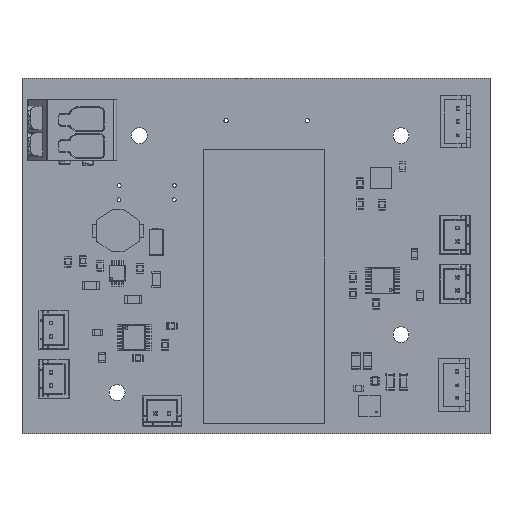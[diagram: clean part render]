
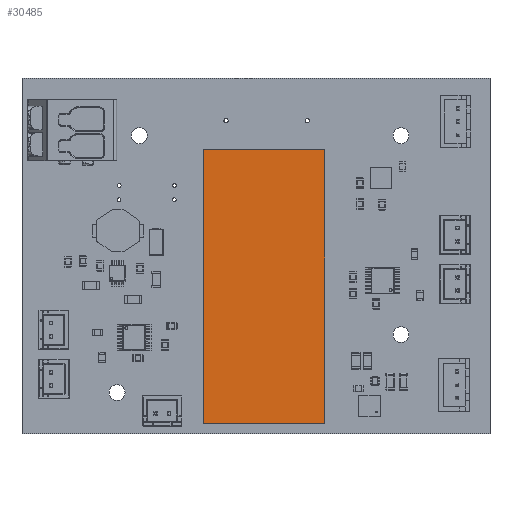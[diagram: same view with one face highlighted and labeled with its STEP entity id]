
A CAD part, top view. The second image highlights one B-rep face of the part: STEP entity #30485.
In plain terms, the highlighted planar face has unit normal (0, 0, 1).
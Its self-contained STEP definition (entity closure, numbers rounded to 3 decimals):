
#30356 = VERTEX_POINT('',#30357);
#30357 = CARTESIAN_POINT('',(-6.75,21.56,8.));
#30363 = EDGE_CURVE('',#30356,#30364,#30366,.T.);
#30364 = VERTEX_POINT('',#30365);
#30365 = CARTESIAN_POINT('',(44.85,21.56,8.));
#30366 = LINE('',#30367,#30368);
#30367 = CARTESIAN_POINT('',(-6.75,21.56,8.));
#30368 = VECTOR('',#30369,1.);
#30369 = DIRECTION('',(1.,0.,0.));
#30394 = EDGE_CURVE('',#30364,#30395,#30397,.T.);
#30395 = VERTEX_POINT('',#30396);
#30396 = CARTESIAN_POINT('',(44.85,-1.24,8.));
#30397 = LINE('',#30398,#30399);
#30398 = CARTESIAN_POINT('',(44.85,21.56,8.));
#30399 = VECTOR('',#30400,1.);
#30400 = DIRECTION('',(0.,-1.,0.));
#30425 = EDGE_CURVE('',#30395,#30426,#30428,.T.);
#30426 = VERTEX_POINT('',#30427);
#30427 = CARTESIAN_POINT('',(-6.75,-1.24,8.));
#30428 = LINE('',#30429,#30430);
#30429 = CARTESIAN_POINT('',(44.85,-1.24,8.));
#30430 = VECTOR('',#30431,1.);
#30431 = DIRECTION('',(-1.,0.,0.));
#30456 = EDGE_CURVE('',#30426,#30356,#30457,.T.);
#30457 = LINE('',#30458,#30459);
#30458 = CARTESIAN_POINT('',(-6.75,-1.24,8.));
#30459 = VECTOR('',#30460,1.);
#30460 = DIRECTION('',(0.,1.,0.));
#30485 = ADVANCED_FACE('',(#30486),#30492,.F.);
#30486 = FACE_BOUND('',#30487,.F.);
#30487 = EDGE_LOOP('',(#30488,#30489,#30490,#30491));
#30488 = ORIENTED_EDGE('',*,*,#30363,.T.);
#30489 = ORIENTED_EDGE('',*,*,#30394,.T.);
#30490 = ORIENTED_EDGE('',*,*,#30425,.T.);
#30491 = ORIENTED_EDGE('',*,*,#30456,.T.);
#30492 = PLANE('',#30493);
#30493 = AXIS2_PLACEMENT_3D('',#30494,#30495,#30496);
#30494 = CARTESIAN_POINT('',(19.05,10.16,8.));
#30495 = DIRECTION('',(0.,0.,-1.));
#30496 = DIRECTION('',(0.,-1.,0.));
